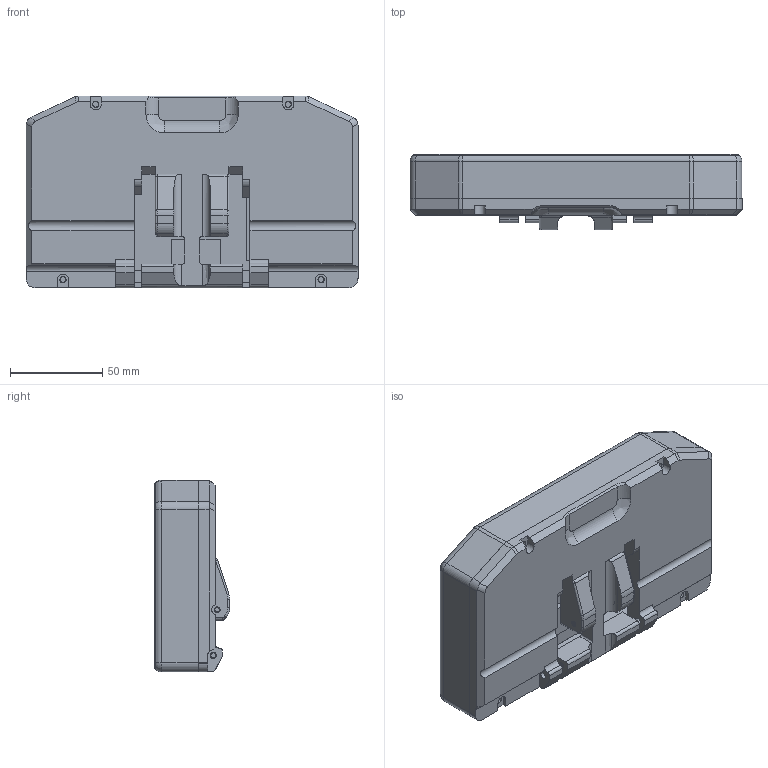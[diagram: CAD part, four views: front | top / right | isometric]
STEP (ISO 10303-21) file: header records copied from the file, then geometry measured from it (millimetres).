
FILE_DESCRIPTION(/* description */ (''),/* implementation_level */ '2;1');
FILE_NAME(/* name */ 'V2_PanelDue5_box.step',/* time_stamp */ '2018-06-09T11:32:02-04:00',/* author */ ('benoitmiller'),/* organization */ (''),/* preprocessor_version */ 'ST-DEVELOPER v17',/* originating_system */ 'Autodesk Translation Framework v7.1.0.215',/* authorisation */ '');
FILE_SCHEMA (('AUTOMOTIVE_DESIGN { 1 0 10303 214 3 1 1 }'));
Products named in the file (9): LCD Module - PanelDue5 Mk2; V2_PanelDue5_Top; V2_PanelDue5_Bottom; LCD Module - RAMPs v1; LCD Case; Back (1); paneldue-5inch-screen v3; 5inch-touch-screen; paneldue
Assembly tree (8 placements, depth 5):
  LCD Module - PanelDue5 Mk2
    V2_PanelDue5_Top
    V2_PanelDue5_Bottom
      LCD Module - RAMPs v1
        LCD Case
          Back (1)
    paneldue-5inch-screen v3
      5inch-touch-screen
      paneldue
Bounding box: 180.05 x 41.02 x 104.01 mm (x, y, z)
Volume: 306828.5 mm3; surface area: 152898.9 mm2
Topology: 17 solids, 17 shells, 525 faces, 2066 edges, 1590 vertices
Faces by surface type: plane 252, cylinder 238, bspline 16, cone 8, sphere 6, torus 5
Full cylindrical faces by diameter (mm): 2.5 x2, 3 x6, 3.086 x92, 3.1 x12, 3.4 x6, 8 x1, 12 x1
Entity records: 51576 total; most frequent: CARTESIAN_POINT 34980, ORIENTED_EDGE 4132, DIRECTION 2560, EDGE_CURVE 2066, VERTEX_POINT 1590, B_SPLINE_CURVE_WITH_KNOTS 897, AXIS2_PLACEMENT_3D 865, LINE 830
